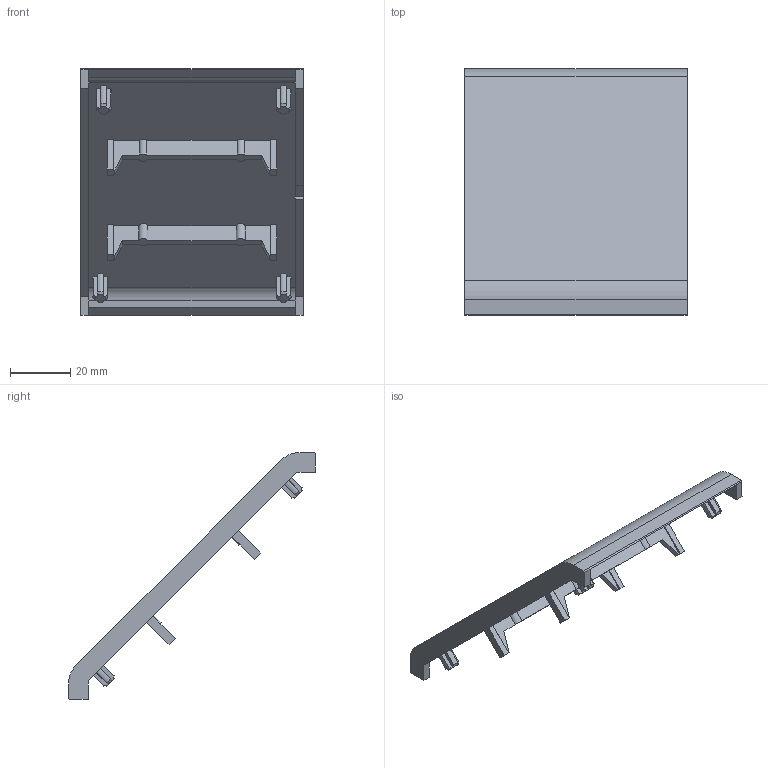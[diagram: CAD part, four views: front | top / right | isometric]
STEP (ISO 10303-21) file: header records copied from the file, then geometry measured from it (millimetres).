
FILE_DESCRIPTION(/* description */ ('STEP AP214'),/* implementation_level */ '2;1');
FILE_NAME(/* name */ '1025954.stp',/* time_stamp */ '2024-05-07T13:02:40+02:00',/* author */ ('b.steehouwer'),/* organization */ ('CADENAS'),/* preprocessor_version */ 'ST-DEVELOPER v18.1',/* originating_system */ 'Autodesk Inventor 2021',/* authorisation */ ' ');
FILE_SCHEMA (('AUTOMOTIVE_DESIGN { 1 0 10303 214 3 1 1 }'));
Length unit declared in the file: millimetre
Products named in the file (2): 1025954; 1025954-1
Assembly tree (1 placements, depth 2):
  1025954
    1025954-1
Bounding box: 73.6 x 81.67 x 81.67 mm (x, y, z)
Volume: 30011.4 mm3; surface area: 22508.7 mm2
Topology: 1 solids, 1 shells, 150 faces, 422 edges, 280 vertices
Faces by surface type: plane 106, cylinder 28, cone 16
Entity records: 4850 total; most frequent: CARTESIAN_POINT 919, ORIENTED_EDGE 844, DIRECTION 768, EDGE_CURVE 422, LINE 318, VECTOR 318, VERTEX_POINT 280, AXIS2_PLACEMENT_3D 225
